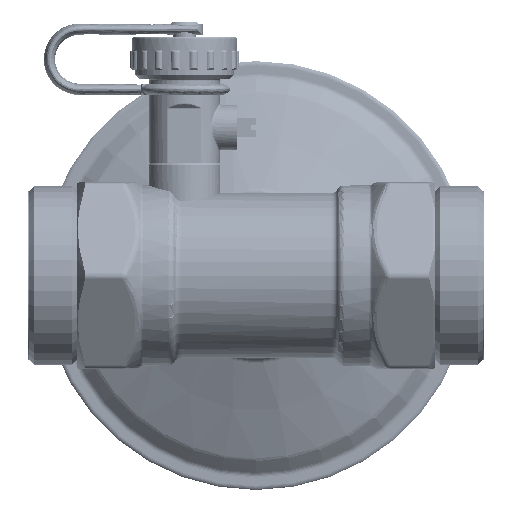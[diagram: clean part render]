
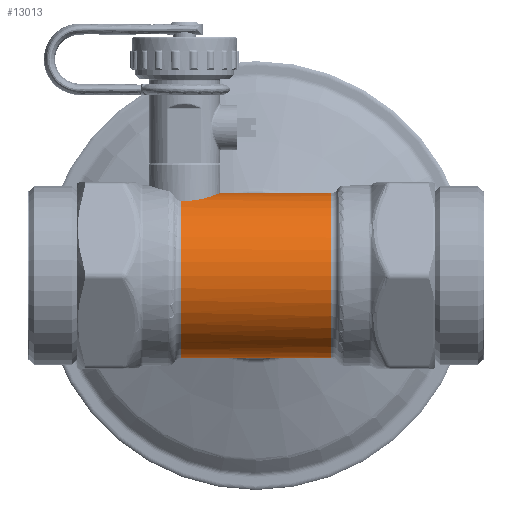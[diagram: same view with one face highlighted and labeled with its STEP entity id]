
A CAD part, front view. The second image highlights one B-rep face of the part: STEP entity #13013.
In plain terms, the highlighted cylindrical face has radius 22 mm (diameter 44 mm), a partial arc.
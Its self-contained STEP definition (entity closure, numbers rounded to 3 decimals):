
#1750=CARTESIAN_POINT('',(-20.053,16.34,
-14.731));
#2693=CARTESIAN_POINT('',(-20.053,9.441,19.871));
#2695=CARTESIAN_POINT('',(-20.053,9.441,19.871));
#2696=CARTESIAN_POINT('',(-19.735,9.477,19.854));
#2697=CARTESIAN_POINT('',(-19.096,9.516,19.836));
#2698=CARTESIAN_POINT('',(-18.137,9.477,19.854));
#2699=CARTESIAN_POINT('',(-17.181,9.341,19.919));
#2700=CARTESIAN_POINT('',(-16.233,9.106,20.028));
#2701=CARTESIAN_POINT('',(-15.297,8.768,20.179));
#2702=CARTESIAN_POINT('',(-14.385,8.325,20.366));
#2703=CARTESIAN_POINT('',(-13.513,7.778,20.582));
#2704=CARTESIAN_POINT('',(-12.695,7.132,20.816));
#2705=CARTESIAN_POINT('',(-11.953,6.399,21.054));
#2706=CARTESIAN_POINT('',(-11.297,5.592,21.283));
#2707=CARTESIAN_POINT('',(-10.74,4.729,21.492));
#2708=CARTESIAN_POINT('',(-10.284,3.823,21.672));
#2709=CARTESIAN_POINT('',(-9.932,2.89,21.816));
#2710=CARTESIAN_POINT('',(-9.682,1.936,21.922));
#2711=CARTESIAN_POINT('',(-9.533,0.97,
21.986));
#2712=CARTESIAN_POINT('',(-9.5,0.323,
22.));
#2713=CARTESIAN_POINT('',(-9.5,0.,
22.));
#2830=CARTESIAN_POINT('',(0.,0.,
22.));
#2832=CARTESIAN_POINT('',(-20.053,16.34,14.731));
#2871=CARTESIAN_POINT('',(20.053,16.34,14.731));
#3850=CARTESIAN_POINT('',(-20.053,-9.441,
19.871));
#3851=CARTESIAN_POINT('',(-19.734,-9.477,
19.854));
#3852=CARTESIAN_POINT('',(-19.096,-9.516,
19.836));
#3853=CARTESIAN_POINT('',(-18.138,-9.477,
19.854));
#3854=CARTESIAN_POINT('',(-17.181,-9.341,
19.919));
#3855=CARTESIAN_POINT('',(-16.233,-9.106,
20.028));
#3856=CARTESIAN_POINT('',(-15.298,-8.768,
20.179));
#3857=CARTESIAN_POINT('',(-14.385,-8.325,
20.366));
#3858=CARTESIAN_POINT('',(-13.513,-7.778,
20.582));
#3859=CARTESIAN_POINT('',(-12.695,-7.132,
20.816));
#3860=CARTESIAN_POINT('',(-11.953,-6.4,
21.054));
#3861=CARTESIAN_POINT('',(-11.297,-5.592,
21.283));
#3862=CARTESIAN_POINT('',(-10.74,-4.729,
21.492));
#3863=CARTESIAN_POINT('',(-10.284,-3.823,
21.672));
#3864=CARTESIAN_POINT('',(-9.932,-2.89,
21.816));
#3865=CARTESIAN_POINT('',(-9.682,-1.936,
21.922));
#3866=CARTESIAN_POINT('',(-9.533,-0.97,
21.986));
#3867=CARTESIAN_POINT('',(-9.5,-0.324,
22.));
#3868=CARTESIAN_POINT('',(-9.5,0.,
22.));
#3870=CARTESIAN_POINT('',(-20.053,16.34,14.731));
#3871=CARTESIAN_POINT('',(-18.626,15.177,16.021));
#3872=CARTESIAN_POINT('',(-15.539,12.662,18.202));
#3873=CARTESIAN_POINT('',(-10.529,8.579,20.426));
#3874=CARTESIAN_POINT('',(-5.31,4.326,21.718));
#3875=CARTESIAN_POINT('',(-1.771,1.443,22.));
#3876=CARTESIAN_POINT('',(0.,0.,
22.));
#3878=CARTESIAN_POINT('',(0.,0.,
22.));
#3879=CARTESIAN_POINT('',(1.771,1.443,22.));
#3880=CARTESIAN_POINT('',(5.31,4.326,21.718));
#3881=CARTESIAN_POINT('',(10.528,8.579,20.426));
#3882=CARTESIAN_POINT('',(15.539,12.662,18.202));
#3883=CARTESIAN_POINT('',(18.626,15.177,16.022));
#3884=CARTESIAN_POINT('',(20.053,16.34,14.731));
#3886=CARTESIAN_POINT('',(20.053,16.34,-14.731));
#3887=CARTESIAN_POINT('',(18.626,15.177,-16.021));
#3888=CARTESIAN_POINT('',(15.539,12.662,-18.202));
#3889=CARTESIAN_POINT('',(10.529,8.579,-20.426));
#3890=CARTESIAN_POINT('',(5.31,4.326,-21.718));
#3891=CARTESIAN_POINT('',(1.771,1.443,-22.));
#3892=CARTESIAN_POINT('',(0.,0.,
-22.));
#3894=CARTESIAN_POINT('',(0.,0.,
-22.));
#3895=CARTESIAN_POINT('',(-1.771,1.443,
-22.));
#3896=CARTESIAN_POINT('',(-5.31,4.326,
-21.718));
#3897=CARTESIAN_POINT('',(-10.528,8.579,
-20.426));
#3898=CARTESIAN_POINT('',(-15.539,12.662,
-18.202));
#3899=CARTESIAN_POINT('',(-18.626,15.177,
-16.022));
#3900=CARTESIAN_POINT('',(-20.053,16.34,
-14.731));
#3902=CARTESIAN_POINT('',(-20.053,0.,0.));
#3903=DIRECTION('',(1.,0.,0.));
#3904=DIRECTION('',(0.,0.743,0.67));
#3905=AXIS2_PLACEMENT_3D('',#3902,#3903,#3904);
#3927=CARTESIAN_POINT('',(20.053,0.,0.));
#3928=DIRECTION('',(-1.,0.,0.));
#3929=DIRECTION('',(0.,0.743,-0.67));
#3930=AXIS2_PLACEMENT_3D('',#3927,#3928,#3929);
#3932=CARTESIAN_POINT('',(20.053,0.,0.));
#3933=DIRECTION('',(-1.,0.,0.));
#3934=DIRECTION('',(0.,-1.,0.));
#3935=AXIS2_PLACEMENT_3D('',#3932,#3933,#3934);
#3937=CARTESIAN_POINT('',(20.053,0.,0.));
#3938=DIRECTION('',(-1.,0.,0.));
#3939=DIRECTION('',(0.,-0.804,0.595));
#3940=AXIS2_PLACEMENT_3D('',#3937,#3938,#3939);
#3952=CARTESIAN_POINT('',(-20.053,0.,0.));
#3953=DIRECTION('',(1.,0.,0.));
#3954=DIRECTION('',(0.,-0.429,0.903));
#3955=AXIS2_PLACEMENT_3D('',#3952,#3953,#3954);
#3957=CARTESIAN_POINT('',(-20.053,0.,0.));
#3958=DIRECTION('',(1.,0.,0.));
#3959=DIRECTION('',(0.,-1.,0.));
#3960=AXIS2_PLACEMENT_3D('',#3957,#3958,#3959);
#3962=CARTESIAN_POINT('',(-20.053,0.,0.));
#3963=DIRECTION('',(1.,0.,0.));
#3964=DIRECTION('',(0.,-0.714,-0.701));
#3965=AXIS2_PLACEMENT_3D('',#3962,#3963,#3964);
#5824=VERTEX_POINT('',#1750);
#5825=VERTEX_POINT('',#3894);
#5892=CARTESIAN_POINT('',(-9.5,0.,
22.));
#5893=VERTEX_POINT('',#5892);
#5894=VERTEX_POINT('',#3850);
#5906=VERTEX_POINT('',#2693);
#5911=VERTEX_POINT('',#2832);
#5913=VERTEX_POINT('',#2830);
#5918=VERTEX_POINT('',#2871);
#6274=VERTEX_POINT('',#3886);
#6275=CARTESIAN_POINT('',(20.053,-22.,0.));
#6276=VERTEX_POINT('',#6275);
#6277=CARTESIAN_POINT('',(20.053,-17.687,13.083));
#6278=VERTEX_POINT('',#6277);
#6279=CARTESIAN_POINT('',(-20.053,-22.,0.));
#6280=VERTEX_POINT('',#6279);
#6281=CARTESIAN_POINT('',(-20.053,-15.699,
-15.413));
#6282=VERTEX_POINT('',#6281);
#12986=CARTESIAN_POINT('',(33.55,0.,0.));
#12987=DIRECTION('',(-1.,0.,0.));
#12988=DIRECTION('',(0.,1.,0.));
#12989=AXIS2_PLACEMENT_3D('',#12986,#12987,#12988);
#12990=CYLINDRICAL_SURFACE('',#12989,22.);
#12991=ORIENTED_EDGE('',*,*,#10372,.T.);
#12992=ORIENTED_EDGE('',*,*,#10432,.F.);
#12994=ORIENTED_EDGE('',*,*,#12993,.F.);
#12995=ORIENTED_EDGE('',*,*,#10681,.T.);
#12996=ORIENTED_EDGE('',*,*,#10870,.T.);
#12998=ORIENTED_EDGE('',*,*,#12997,.F.);
#13000=ORIENTED_EDGE('',*,*,#12999,.F.);
#13002=ORIENTED_EDGE('',*,*,#13001,.F.);
#13003=ORIENTED_EDGE('',*,*,#12905,.T.);
#13004=ORIENTED_EDGE('',*,*,#8491,.T.);
#13006=ORIENTED_EDGE('',*,*,#13005,.F.);
#13008=ORIENTED_EDGE('',*,*,#13007,.F.);
#13010=ORIENTED_EDGE('',*,*,#13009,.F.);
#13011=EDGE_LOOP('',(#12991,#12992,#12994,#12995,#12996,#12998,#13000,#13002,
#13003,#13004,#13006,#13008,#13010));
#13012=FACE_OUTER_BOUND('',#13011,.F.);
#13013=ADVANCED_FACE('',(#13012),#12990,.T.);
#2714=B_SPLINE_CURVE_WITH_KNOTS('',3,(#2695,#2696,#2697,#2698,#2699,#2700,#2701,
#2702,#2703,#2704,#2705,#2706,#2707,#2708,#2709,#2710,#2711,#2712,#2713),
.UNSPECIFIED.,.F.,.F.,(4,1,1,1,1,1,1,1,1,1,1,1,1,1,1,1,4),(0.,0.063,0.125,
0.188,0.25,0.313,0.375,0.438,0.5,0.563,0.625,0.688,
0.75,0.813,0.875,0.938,1.),.UNSPECIFIED.);
#3869=B_SPLINE_CURVE_WITH_KNOTS('',3,(#3850,#3851,#3852,#3853,#3854,#3855,#3856,
#3857,#3858,#3859,#3860,#3861,#3862,#3863,#3864,#3865,#3866,#3867,#3868),
.UNSPECIFIED.,.F.,.F.,(4,1,1,1,1,1,1,1,1,1,1,1,1,1,1,1,4),(0.,0.063,0.125,
0.188,0.25,0.313,0.375,0.438,0.5,0.563,0.625,0.688,
0.75,0.813,0.875,0.938,1.),.UNSPECIFIED.);
#3877=B_SPLINE_CURVE_WITH_KNOTS('',3,(#3870,#3871,#3872,#3873,#3874,#3875,
#3876),.UNSPECIFIED.,.F.,.F.,(4,1,1,1,4),(0.,0.25,0.5,0.75,1.),
.UNSPECIFIED.);
#3885=B_SPLINE_CURVE_WITH_KNOTS('',3,(#3878,#3879,#3880,#3881,#3882,#3883,
#3884),.UNSPECIFIED.,.F.,.F.,(4,1,1,1,4),(0.,0.25,0.5,0.75,1.),
.UNSPECIFIED.);
#3893=B_SPLINE_CURVE_WITH_KNOTS('',3,(#3886,#3887,#3888,#3889,#3890,#3891,
#3892),.UNSPECIFIED.,.F.,.F.,(4,1,1,1,4),(0.,0.25,0.5,0.75,1.),
.UNSPECIFIED.);
#3901=B_SPLINE_CURVE_WITH_KNOTS('',3,(#3894,#3895,#3896,#3897,#3898,#3899,
#3900),.UNSPECIFIED.,.F.,.F.,(4,1,1,1,4),(0.,0.25,0.5,0.75,1.),
.UNSPECIFIED.);
#3906=CIRCLE('',#3905,22.);
#3931=CIRCLE('',#3930,22.);
#3936=CIRCLE('',#3935,22.);
#3941=CIRCLE('',#3940,22.);
#3956=CIRCLE('',#3955,22.);
#3961=CIRCLE('',#3960,22.);
#3966=CIRCLE('',#3965,22.);
#8491=EDGE_CURVE('',#5825,#5824,#3901,.T.);
#10372=EDGE_CURVE('',#5894,#5893,#3869,.T.);
#10432=EDGE_CURVE('',#5906,#5893,#2714,.T.);
#10681=EDGE_CURVE('',#5911,#5913,#3877,.T.);
#10870=EDGE_CURVE('',#5913,#5918,#3885,.T.);
#12905=EDGE_CURVE('',#6274,#5825,#3893,.T.);
#12993=EDGE_CURVE('',#5911,#5906,#3906,.T.);
#12997=EDGE_CURVE('',#6278,#5918,#3941,.T.);
#12999=EDGE_CURVE('',#6276,#6278,#3936,.T.);
#13001=EDGE_CURVE('',#6274,#6276,#3931,.T.);
#13005=EDGE_CURVE('',#6282,#5824,#3966,.T.);
#13007=EDGE_CURVE('',#6280,#6282,#3961,.T.);
#13009=EDGE_CURVE('',#5894,#6280,#3956,.T.);
